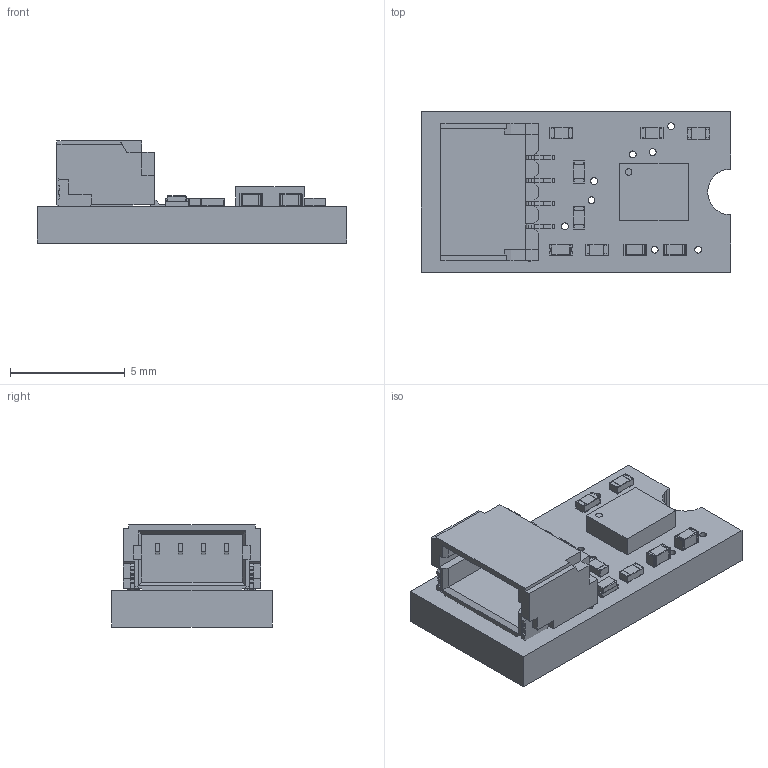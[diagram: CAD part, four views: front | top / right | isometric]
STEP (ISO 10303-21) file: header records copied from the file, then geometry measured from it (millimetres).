
FILE_DESCRIPTION(('PCB Model'),'2;1');
FILE_NAME('10433.STEP','2026-02-11T19:10:58',( 'Pritesh'),('Unspecified'),'Open CASCADE STEP processor 7.6', 'Proteus','Unknown');
FILE_SCHEMA(('AUTOMOTIVE_DESIGN { 1 0 10303 214 1 1 1 1 }'));
Length unit declared in the file: millimetre
Products named in the file (60): Proteus PCB Model; Board; J3; Package; Body_1; =>[0:1:1:3]; =>[0:1:1:4]; =>[0:1:1:5]; =>[0:1:1:6]; =>[0:1:1:7]; =>[0:1:1:8]; =>[0:1:1:9]; U1; =>[0:1:1:10]; =>[0:1:1:11]; =>[0:1:1:12]; =>[0:1:1:13]; =>[0:1:1:14]; =>[0:1:1:15]; =>[0:1:1:16]; =>[0:1:1:17]; =>[0:1:1:18]; R4; R3; R2; D1; R1; C1; Part 3; Part 2; Part 1; C2; R5; R6
Assembly tree (67 placements, depth 5):
  Proteus PCB Model
    Board
    J3
      Package
        Body_1
          =>[0:1:1:3]
          =>[0:1:1:4]
          =>[0:1:1:5]
          =>[0:1:1:6]
          =>[0:1:1:7]
          =>[0:1:1:8]
          =>[0:1:1:9]
    U1
      Package
        Body_1
          =>[0:1:1:3]
          =>[0:1:1:4]
          =>[0:1:1:5]
          =>[0:1:1:6]
          =>[0:1:1:7]
          =>[0:1:1:8]
          =>[0:1:1:9]
          =>[0:1:1:10]
          =>[0:1:1:11]
          =>[0:1:1:12]
          =>[0:1:1:13]
          =>[0:1:1:14]
          =>[0:1:1:15]
          =>[0:1:1:16]
          =>[0:1:1:17]
          =>[0:1:1:18]
    R4
      Package
        Body_1
          =>[0:1:1:3]
          =>[0:1:1:4]
          =>[0:1:1:5]
          =>[0:1:1:6]
    R3
      Package
        Body_1
          =>[0:1:1:3]
          =>[0:1:1:4]
          =>[0:1:1:5]
          =>[0:1:1:6]
    R2
      Package
        Body_1
          =>[0:1:1:3]
          =>[0:1:1:4]
          =>[0:1:1:5]
          =>[0:1:1:6]
    D1
      Package
        Body_1
    R1
      Package
        Body_1
          =>[0:1:1:3]
          =>[0:1:1:4]
Bounding box: 13.5 x 7 x 4.46 mm (x, y, z)
Volume: 196.7 mm3; surface area: 526.8 mm2
Topology: 55 solids, 55 shells, 807 faces, 2005 edges, 1300 vertices
Faces by surface type: plane 681, cylinder 106, sphere 20
Full cylindrical faces by diameter (mm): 0.3 x11
Entity records: 19643 total; most frequent: CARTESIAN_POINT 2962, DIRECTION 2843, ORIENTED_EDGE 2818, EDGE_CURVE 1409, LINE 1233, VECTOR 1233, VERTEX_POINT 924, AXIS2_PLACEMENT_3D 805
